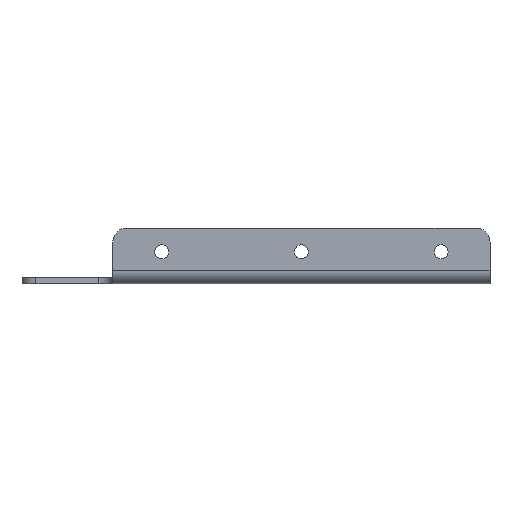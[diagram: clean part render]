
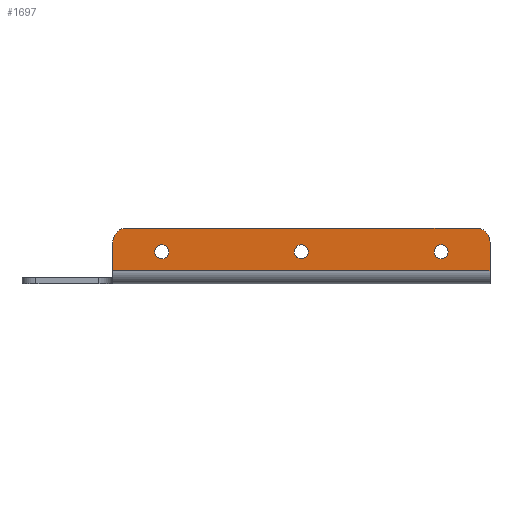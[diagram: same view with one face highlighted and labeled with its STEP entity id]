
A CAD part, left-side view. The second image highlights one B-rep face of the part: STEP entity #1697.
In plain terms, the highlighted planar face has unit normal (-1, 0, 0).
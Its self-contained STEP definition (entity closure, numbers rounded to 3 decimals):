
#40 = CIRCLE ( 'NONE', #1282, 5. ) ;
#47 = CARTESIAN_POINT ( 'NONE',  ( -4.5, 335., 35.5 ) ) ;
#63 = EDGE_CURVE ( 'NONE', #2302, #956, #2165, .T. ) ;
#79 = CIRCLE ( 'NONE', #488, 5. ) ;
#140 = ORIENTED_EDGE ( 'NONE', *, *, #1714, .T. ) ;
#164 = DIRECTION ( 'NONE',  ( 0., 0., -1. ) ) ;
#165 = VERTEX_POINT ( 'NONE', #535 ) ;
#176 = DIRECTION ( 'NONE',  ( -1., 0., 0. ) ) ;
#181 = ORIENTED_EDGE ( 'NONE', *, *, #430, .F. ) ;
#188 = CARTESIAN_POINT ( 'NONE',  ( -4.5, 135., 18.5 ) ) ;
#242 = ORIENTED_EDGE ( 'NONE', *, *, #1971, .F. ) ;
#246 = PLANE ( 'NONE',  #648 ) ;
#247 = VERTEX_POINT ( 'NONE', #1156 ) ;
#267 = AXIS2_PLACEMENT_3D ( 'NONE', #873, #1241, #1596 ) ;
#275 = DIRECTION ( 'NONE',  ( 0., 0., -1. ) ) ;
#325 = CARTESIAN_POINT ( 'NONE',  ( -4.5, 270., 5. ) ) ;
#358 = ORIENTED_EDGE ( 'NONE', *, *, #63, .T. ) ;
#371 = EDGE_CURVE ( 'NONE', #1759, #872, #40, .T. ) ;
#376 = CIRCLE ( 'NONE', #858, 5. ) ;
#393 = DIRECTION ( 'NONE',  ( 0., -1., 0. ) ) ;
#395 = EDGE_LOOP ( 'NONE', ( #1078, #1686 ) ) ;
#410 = CARTESIAN_POINT ( 'NONE',  ( -4.5, 135., 18.5 ) ) ;
#418 = EDGE_CURVE ( 'NONE', #434, #1073, #2253, .T. ) ;
#430 = EDGE_CURVE ( 'NONE', #1039, #165, #376, .T. ) ;
#434 = VERTEX_POINT ( 'NONE', #1454 ) ;
#446 = CARTESIAN_POINT ( 'NONE',  ( -4.5, 0., 25.5 ) ) ;
#473 = DIRECTION ( 'NONE',  ( 0., 0., -1. ) ) ;
#486 = CARTESIAN_POINT ( 'NONE',  ( -4.5, 235., 13.5 ) ) ;
#488 = AXIS2_PLACEMENT_3D ( 'NONE', #1086, #176, #556 ) ;
#505 = CARTESIAN_POINT ( 'NONE',  ( -4.5, 235., 18.5 ) ) ;
#528 = CIRCLE ( 'NONE', #267, 5. ) ;
#535 = CARTESIAN_POINT ( 'NONE',  ( -4.5, 35., 23.5 ) ) ;
#547 = EDGE_CURVE ( 'NONE', #956, #1703, #1101, .T. ) ;
#556 = DIRECTION ( 'NONE',  ( 0., 0., 1. ) ) ;
#559 = EDGE_CURVE ( 'NONE', #872, #1759, #79, .T. ) ;
#570 = CARTESIAN_POINT ( 'NONE',  ( -4.5, 335., 5. ) ) ;
#648 = AXIS2_PLACEMENT_3D ( 'NONE', #47, #958, #760 ) ;
#701 = CARTESIAN_POINT ( 'NONE',  ( -4.5, 135., 13.5 ) ) ;
#711 = ORIENTED_EDGE ( 'NONE', *, *, #2145, .T. ) ;
#718 = EDGE_CURVE ( 'NONE', #247, #2302, #1286, .T. ) ;
#720 = AXIS2_PLACEMENT_3D ( 'NONE', #2090, #2240, #473 ) ;
#726 = CARTESIAN_POINT ( 'NONE',  ( -4.5, 35., 13.5 ) ) ;
#737 = DIRECTION ( 'NONE',  ( 0., 0., 1. ) ) ;
#760 = DIRECTION ( 'NONE',  ( 0., 0., -1. ) ) ;
#780 = CARTESIAN_POINT ( 'NONE',  ( -4.5, 0., 5. ) ) ;
#858 = AXIS2_PLACEMENT_3D ( 'NONE', #926, #915, #737 ) ;
#872 = VERTEX_POINT ( 'NONE', #1389 ) ;
#873 = CARTESIAN_POINT ( 'NONE',  ( -4.5, 35., 18.5 ) ) ;
#915 = DIRECTION ( 'NONE',  ( -1., 0., 0. ) ) ;
#926 = CARTESIAN_POINT ( 'NONE',  ( -4.5, 35., 18.5 ) ) ;
#956 = VERTEX_POINT ( 'NONE', #325 ) ;
#958 = DIRECTION ( 'NONE',  ( 1., 0., 0. ) ) ;
#972 = DIRECTION ( 'NONE',  ( -1., 0., 0. ) ) ;
#1014 = AXIS2_PLACEMENT_3D ( 'NONE', #1310, #972, #275 ) ;
#1035 = ORIENTED_EDGE ( 'NONE', *, *, #1217, .F. ) ;
#1039 = VERTEX_POINT ( 'NONE', #726 ) ;
#1073 = VERTEX_POINT ( 'NONE', #701 ) ;
#1078 = ORIENTED_EDGE ( 'NONE', *, *, #559, .F. ) ;
#1086 = CARTESIAN_POINT ( 'NONE',  ( -4.5, 235., 18.5 ) ) ;
#1091 = LINE ( 'NONE', #1118, #1698 ) ;
#1101 = LINE ( 'NONE', #570, #2060 ) ;
#1103 = ORIENTED_EDGE ( 'NONE', *, *, #547, .T. ) ;
#1108 = ORIENTED_EDGE ( 'NONE', *, *, #1326, .F. ) ;
#1118 = CARTESIAN_POINT ( 'NONE',  ( -4.5, 0., 35.5 ) ) ;
#1139 = DIRECTION ( 'NONE',  ( 0., 0., 1. ) ) ;
#1156 = CARTESIAN_POINT ( 'NONE',  ( -4.5, 260., 35.5 ) ) ;
#1163 = DIRECTION ( 'NONE',  ( 0., -1., 0. ) ) ;
#1185 = LINE ( 'NONE', #1194, #1515 ) ;
#1194 = CARTESIAN_POINT ( 'NONE',  ( -4.5, 335., 35.5 ) ) ;
#1217 = EDGE_CURVE ( 'NONE', #1073, #434, #1772, .T. ) ;
#1241 = DIRECTION ( 'NONE',  ( -1., 0., 0. ) ) ;
#1282 = AXIS2_PLACEMENT_3D ( 'NONE', #505, #1546, #1922 ) ;
#1286 = CIRCLE ( 'NONE', #1014, 10. ) ;
#1310 = CARTESIAN_POINT ( 'NONE',  ( -4.5, 260., 25.5 ) ) ;
#1317 = FACE_BOUND ( 'NONE', #2049, .T. ) ;
#1326 = EDGE_CURVE ( 'NONE', #247, #2319, #1185, .T. ) ;
#1330 = VERTEX_POINT ( 'NONE', #446 ) ;
#1379 = EDGE_LOOP ( 'NONE', ( #1503, #1035 ) ) ;
#1389 = CARTESIAN_POINT ( 'NONE',  ( -4.5, 235., 23.5 ) ) ;
#1401 = CIRCLE ( 'NONE', #720, 10. ) ;
#1454 = CARTESIAN_POINT ( 'NONE',  ( -4.5, 135., 23.5 ) ) ;
#1478 = DIRECTION ( 'NONE',  ( -1., 0., 0. ) ) ;
#1503 = ORIENTED_EDGE ( 'NONE', *, *, #418, .F. ) ;
#1515 = VECTOR ( 'NONE', #1163, 1000. ) ;
#1546 = DIRECTION ( 'NONE',  ( -1., 0., 0. ) ) ;
#1596 = DIRECTION ( 'NONE',  ( 0., 0., 1. ) ) ;
#1628 = DIRECTION ( 'NONE',  ( -1., 0., 0. ) ) ;
#1673 = DIRECTION ( 'NONE',  ( 0., 0., 1. ) ) ;
#1686 = ORIENTED_EDGE ( 'NONE', *, *, #371, .F. ) ;
#1697 = ADVANCED_FACE ( 'NONE', ( #1833, #1863, #1317, #2026 ), #246, .F. ) ;
#1698 = VECTOR ( 'NONE', #1139, 1000. ) ;
#1703 = VERTEX_POINT ( 'NONE', #780 ) ;
#1714 = EDGE_CURVE ( 'NONE', #1330, #2319, #1401, .T. ) ;
#1759 = VERTEX_POINT ( 'NONE', #486 ) ;
#1772 = CIRCLE ( 'NONE', #2258, 5. ) ;
#1797 = VECTOR ( 'NONE', #164, 1000. ) ;
#1826 = DIRECTION ( 'NONE',  ( 0., 0., 1. ) ) ;
#1833 = FACE_BOUND ( 'NONE', #395, .T. ) ;
#1863 = FACE_BOUND ( 'NONE', #1379, .T. ) ;
#1922 = DIRECTION ( 'NONE',  ( 0., 0., 1. ) ) ;
#1971 = EDGE_CURVE ( 'NONE', #165, #1039, #528, .T. ) ;
#2009 = CARTESIAN_POINT ( 'NONE',  ( -4.5, 270., 35.5 ) ) ;
#2026 = FACE_OUTER_BOUND ( 'NONE', #2055, .T. ) ;
#2049 = EDGE_LOOP ( 'NONE', ( #242, #181 ) ) ;
#2055 = EDGE_LOOP ( 'NONE', ( #711, #140, #1108, #2126, #358, #1103 ) ) ;
#2060 = VECTOR ( 'NONE', #393, 1000. ) ;
#2090 = CARTESIAN_POINT ( 'NONE',  ( -4.5, 10., 25.5 ) ) ;
#2126 = ORIENTED_EDGE ( 'NONE', *, *, #718, .T. ) ;
#2145 = EDGE_CURVE ( 'NONE', #1703, #1330, #1091, .T. ) ;
#2165 = LINE ( 'NONE', #2009, #1797 ) ;
#2228 = CARTESIAN_POINT ( 'NONE',  ( -4.5, 10., 35.5 ) ) ;
#2240 = DIRECTION ( 'NONE',  ( -1., 0., 0. ) ) ;
#2253 = CIRCLE ( 'NONE', #2286, 5. ) ;
#2258 = AXIS2_PLACEMENT_3D ( 'NONE', #410, #1478, #1673 ) ;
#2286 = AXIS2_PLACEMENT_3D ( 'NONE', #188, #1628, #1826 ) ;
#2290 = CARTESIAN_POINT ( 'NONE',  ( -4.5, 270., 25.5 ) ) ;
#2302 = VERTEX_POINT ( 'NONE', #2290 ) ;
#2319 = VERTEX_POINT ( 'NONE', #2228 ) ;
